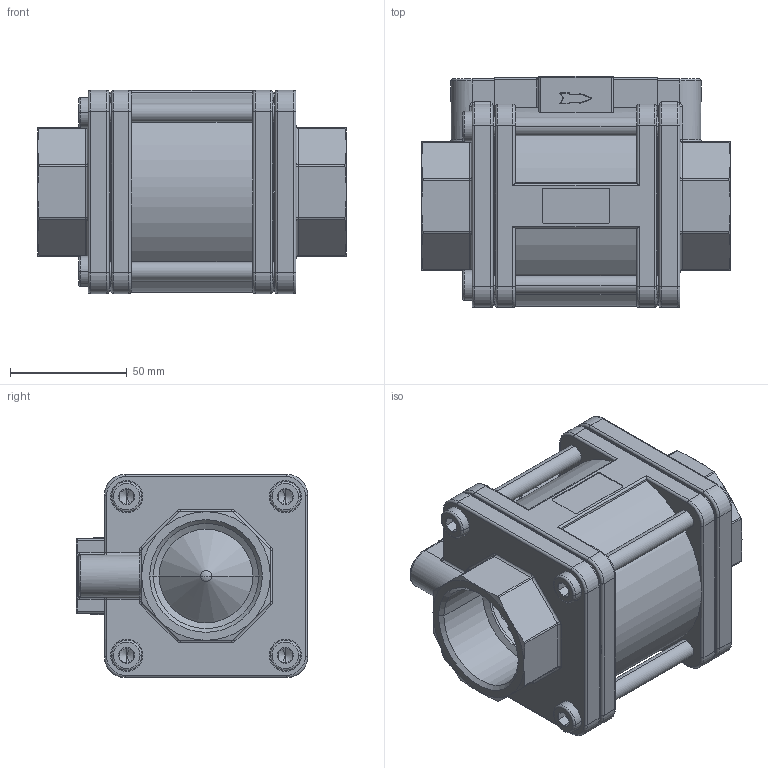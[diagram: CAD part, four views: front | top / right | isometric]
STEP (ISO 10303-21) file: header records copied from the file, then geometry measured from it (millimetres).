
FILE_DESCRIPTION((''),'2;1');
FILE_NAME('PGV-131-B76-6-4XP_ASM','2013-06-12T',('avs330'),(''),'PRO/ENGINEER BY PARAMETRIC TECHNOLOGY CORPORATION, 2010430','PRO/ENGINEER BY PARAMETRIC TECHNOLOGY CORPORATION, 2010430','');
FILE_SCHEMA(('CONFIG_CONTROL_DESIGN'));
Length unit declared in the file: millimetre
Products named in the file (6): 505496_XGV-1310-0HH-D5000-11; 610946B_XGV-1000-000-D50BP-04; 505412_XGV-1000-070-6-400-03; 505491_ZYL-SCHRAUBE_M8X85; 505401_XGV-1000-060-6-400-03; PGV-131-B76-6-4XP_ASM
Assembly tree (8 placements, depth 2):
  PGV-131-B76-6-4XP_ASM
    505496_XGV-1310-0HH-D5000-11
    610946B_XGV-1000-000-D50BP-04
    505412_XGV-1000-070-6-400-03
    505491_ZYL-SCHRAUBE_M8X85  x4
    505401_XGV-1000-060-6-400-03
Bounding box: 132 x 99 x 87 mm (x, y, z)
Volume: 443145.6 mm3; surface area: 186143.8 mm2
Topology: 8 solids, 8 shells, 1067 faces, 2914 edges, 1732 vertices
Faces by surface type: plane 451, cylinder 274, cone 217, torus 91, sphere 28, bspline 6
Entity records: 33248 total; most frequent: CARTESIAN_POINT 8073, ORIENTED_EDGE 5420, DIRECTION 5377, EDGE_CURVE 2710, AXIS2_PLACEMENT_3D 2225, VERTEX_POINT 1609, CIRCLE 1231, EDGE_LOOP 1045
